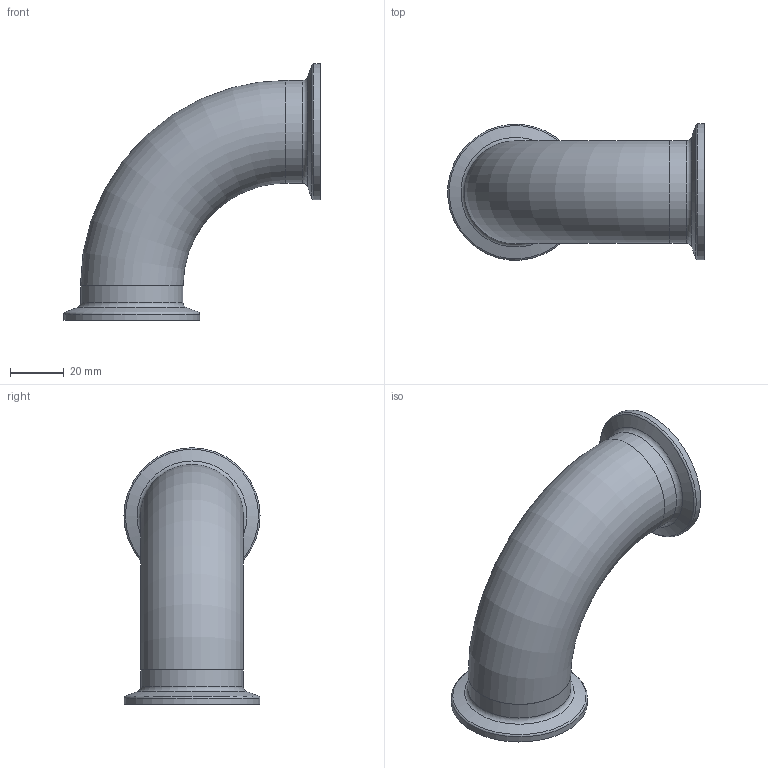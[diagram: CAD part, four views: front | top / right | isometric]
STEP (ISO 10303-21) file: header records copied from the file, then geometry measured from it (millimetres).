
FILE_DESCRIPTION(('Hygienic Clamp Joint - 38,1x1,65_V00'),'2;1');
FILE_NAME('E090_CC_38,1x1,65_MR57,2_L69,9_Fl50,5_00.stp','2013-09-04T16:34:59',(''),('DOCKWEILER AG'),'Autodesk Inventor 2012','Autodesk Inventor 2012','');
FILE_SCHEMA(('CONFIG_CONTROL_DESIGN'));
Length unit declared in the file: millimetre
Products named in the file (3): N0001_009_001; N0001_001_001_22; N0003_003_001_58
Assembly tree (3 placements, depth 2):
  N0001_009_001
    N0001_001_001_22
    N0003_003_001_58  x2
Bounding box: 95.07 x 50.5 x 95.15 mm (x, y, z)
Volume: 27661.1 mm3; surface area: 31053.8 mm2
Topology: 3 solids, 3 shells, 32 faces, 56 edges, 32 vertices
Faces by surface type: torus 12, plane 8, cylinder 6, cone 6
Full cylindrical faces by diameter (mm): 34.8 x2, 38.1 x2, 50.5 x2
Entity records: 486 total; most frequent: DIRECTION 84, CARTESIAN_POINT 60, AXIS2_PLACEMENT_3D 42, ORIENTED_EDGE 36, EDGE_LOOP 36, VERTEX_POINT 18, CIRCLE 18, EDGE_CURVE 18
